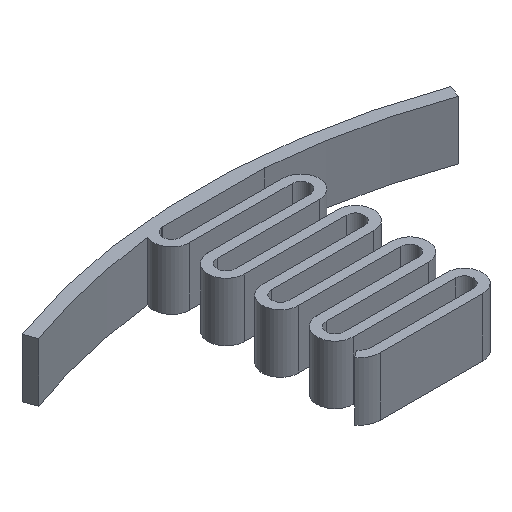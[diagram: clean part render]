
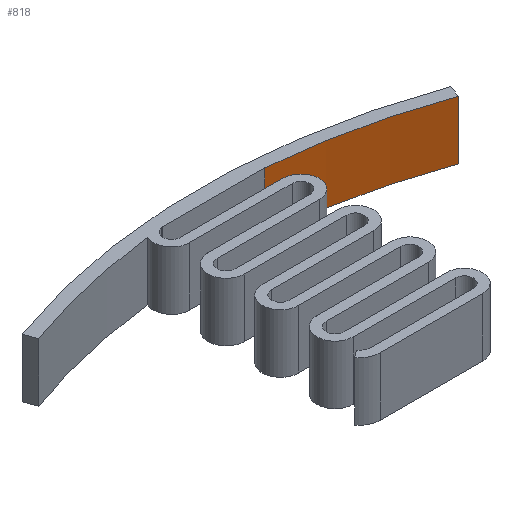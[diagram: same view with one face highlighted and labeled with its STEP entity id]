
A CAD part, isometric view. The second image highlights one B-rep face of the part: STEP entity #818.
In plain terms, the highlighted cylindrical face has radius 45.24 mm (diameter 90.48 mm), a partial arc.
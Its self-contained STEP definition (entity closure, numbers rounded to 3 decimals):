
#38=FACE_OUTER_BOUND('',#82,.T.);
#82=EDGE_LOOP('',(#547,#548,#549,#550));
#127=CIRCLE('',#879,45.24);
#128=CIRCLE('',#880,45.24);
#171=LINE('',#1236,#253);
#172=LINE('',#1240,#254);
#253=VECTOR('',#975,10.);
#254=VECTOR('',#978,10.);
#337=VERTEX_POINT('',#1234);
#338=VERTEX_POINT('',#1235);
#339=VERTEX_POINT('',#1237);
#340=VERTEX_POINT('',#1239);
#421=EDGE_CURVE('',#337,#338,#171,.T.);
#422=EDGE_CURVE('',#339,#338,#127,.T.);
#423=EDGE_CURVE('',#339,#340,#172,.T.);
#424=EDGE_CURVE('',#340,#337,#128,.F.);
#547=ORIENTED_EDGE('',*,*,#421,.T.);
#548=ORIENTED_EDGE('',*,*,#422,.F.);
#549=ORIENTED_EDGE('',*,*,#423,.T.);
#550=ORIENTED_EDGE('',*,*,#424,.T.);
#796=CYLINDRICAL_SURFACE('',#878,45.24);
#818=ADVANCED_FACE('',(#38),#796,.F.);
#878=AXIS2_PLACEMENT_3D('',#1233,#973,#974);
#879=AXIS2_PLACEMENT_3D('',#1238,#976,#977);
#880=AXIS2_PLACEMENT_3D('',#1241,#979,#980);
#973=DIRECTION('center_axis',(0.,0.,1.));
#974=DIRECTION('ref_axis',(0.341,0.94,0.));
#975=DIRECTION('',(0.,0.,-1.));
#976=DIRECTION('center_axis',(0.,0.,1.));
#977=DIRECTION('ref_axis',(0.341,0.94,0.));
#978=DIRECTION('',(0.,0.,1.));
#979=DIRECTION('center_axis',(0.,0.,-1.));
#980=DIRECTION('ref_axis',(0.341,0.94,0.));
#1233=CARTESIAN_POINT('Origin',(0.,-37.422,
0.));
#1234=CARTESIAN_POINT('',(3.75,7.663,4.3));
#1235=CARTESIAN_POINT('',(3.75,7.663,0.));
#1236=CARTESIAN_POINT('',(3.75,7.663,0.));
#1237=CARTESIAN_POINT('',(15.426,5.107,0.));
#1238=CARTESIAN_POINT('Origin',(0.,-37.422,
0.));
#1239=CARTESIAN_POINT('',(15.426,5.107,4.3));
#1240=CARTESIAN_POINT('',(15.426,5.107,0.));
#1241=CARTESIAN_POINT('Origin',(0.,-37.422,
4.3));
